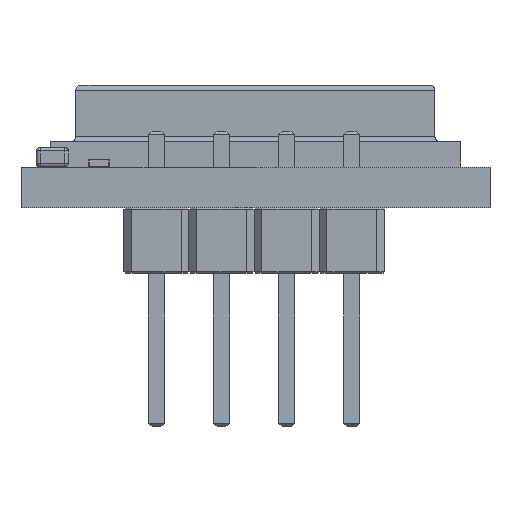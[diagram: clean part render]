
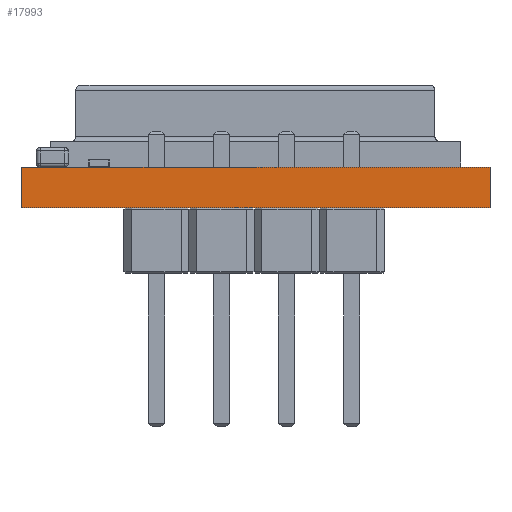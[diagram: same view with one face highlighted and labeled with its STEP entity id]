
A CAD part, front view. The second image highlights one B-rep face of the part: STEP entity #17993.
In plain terms, the highlighted planar face has unit normal (0, -1, 0).
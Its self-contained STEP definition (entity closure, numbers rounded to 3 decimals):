
#722 = LINE ( 'NONE', #16459, #23153 ) ;
#850 = DIRECTION ( 'NONE',  ( 0., 0., -1. ) ) ;
#1011 = DIRECTION ( 'NONE',  ( 0., 1., 0. ) ) ;
#3321 = PLANE ( 'NONE',  #5389 ) ;
#3440 = DIRECTION ( 'NONE',  ( 1., 0., 0. ) ) ;
#4978 = LINE ( 'NONE', #16772, #19376 ) ;
#5177 = EDGE_CURVE ( 'NONE', #25222, #25452, #21153, .T. ) ;
#5389 = AXIS2_PLACEMENT_3D ( 'NONE', #25168, #1011, #23246 ) ;
#5783 = EDGE_CURVE ( 'NONE', #10817, #25222, #4978, .T. ) ;
#6806 = DIRECTION ( 'NONE',  ( 0., 0., 1. ) ) ;
#7306 = CARTESIAN_POINT ( 'NONE',  ( 26.25, 26.25, 0. ) ) ;
#8392 = CARTESIAN_POINT ( 'NONE',  ( 44.5, 26.25, 0. ) ) ;
#8585 = EDGE_LOOP ( 'NONE', ( #22971, #10070, #14659, #13909 ) ) ;
#10070 = ORIENTED_EDGE ( 'NONE', *, *, #5177, .F. ) ;
#10817 = VERTEX_POINT ( 'NONE', #7306 ) ;
#11452 = FACE_OUTER_BOUND ( 'NONE', #8585, .T. ) ;
#12240 = LINE ( 'NONE', #14179, #21838 ) ;
#12383 = CARTESIAN_POINT ( 'NONE',  ( 26.25, 26.25, 1.591 ) ) ;
#13909 = ORIENTED_EDGE ( 'NONE', *, *, #16245, .F. ) ;
#14179 = CARTESIAN_POINT ( 'NONE',  ( 26.25, 26.25, 0. ) ) ;
#14659 = ORIENTED_EDGE ( 'NONE', *, *, #5783, .F. ) ;
#15068 = VERTEX_POINT ( 'NONE', #8392 ) ;
#16073 = VECTOR ( 'NONE', #3440, 1000. ) ;
#16245 = EDGE_CURVE ( 'NONE', #15068, #10817, #12240, .T. ) ;
#16459 = CARTESIAN_POINT ( 'NONE',  ( 44.5, 26.25, 0. ) ) ;
#16661 = CARTESIAN_POINT ( 'NONE',  ( 26.25, 26.25, 1.591 ) ) ;
#16772 = CARTESIAN_POINT ( 'NONE',  ( 26.25, 26.25, 0. ) ) ;
#16978 = CARTESIAN_POINT ( 'NONE',  ( 44.5, 26.25, 1.591 ) ) ;
#17918 = DIRECTION ( 'NONE',  ( -1., 0., 0. ) ) ;
#17993 = ADVANCED_FACE ( 'NONE', ( #11452 ), #3321, .F. ) ;
#19376 = VECTOR ( 'NONE', #6806, 1000. ) ;
#21153 = LINE ( 'NONE', #12383, #16073 ) ;
#21838 = VECTOR ( 'NONE', #17918, 1000. ) ;
#22971 = ORIENTED_EDGE ( 'NONE', *, *, #24979, .F. ) ;
#23153 = VECTOR ( 'NONE', #850, 1000. ) ;
#23246 = DIRECTION ( 'NONE',  ( 0., 0., 1. ) ) ;
#24979 = EDGE_CURVE ( 'NONE', #25452, #15068, #722, .T. ) ;
#25168 = CARTESIAN_POINT ( 'NONE',  ( 26.25, 26.25, 0. ) ) ;
#25222 = VERTEX_POINT ( 'NONE', #16661 ) ;
#25452 = VERTEX_POINT ( 'NONE', #16978 ) ;
